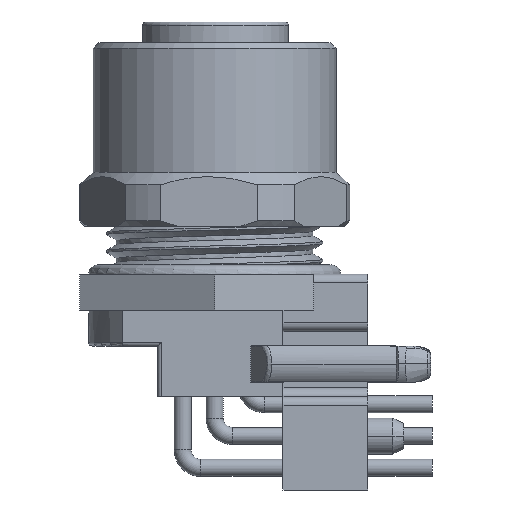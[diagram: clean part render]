
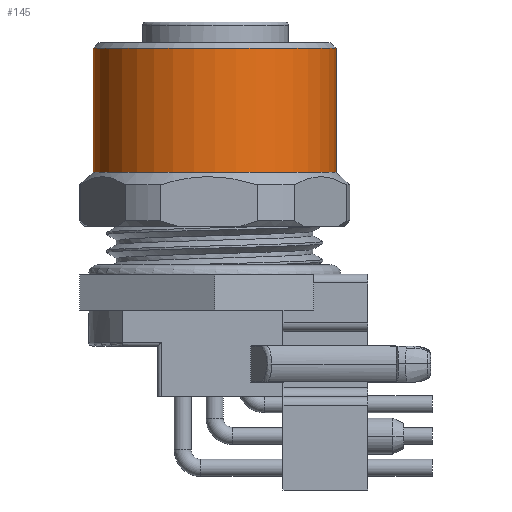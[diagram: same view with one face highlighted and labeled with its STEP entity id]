
A CAD part, left-side view. The second image highlights one B-rep face of the part: STEP entity #145.
In plain terms, the highlighted cylindrical face has radius 6.75 mm (diameter 13.5 mm), a partial arc.
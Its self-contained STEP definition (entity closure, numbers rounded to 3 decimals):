
#145=ADVANCED_FACE('',(#730),#731,.T.);
#730=FACE_OUTER_BOUND('',#1776,.T.);
#731=CYLINDRICAL_SURFACE('',#1777,6.75);
#1776=EDGE_LOOP('',(#5039,#5040,#5041,#5042));
#1777=AXIS2_PLACEMENT_3D('',#5043,#5044,#5045);
#5039=ORIENTED_EDGE('',*,*,#8404,.T.);
#5040=ORIENTED_EDGE('',*,*,#8401,.T.);
#5041=ORIENTED_EDGE('',*,*,#8397,.F.);
#5042=ORIENTED_EDGE('',*,*,#8403,.F.);
#5043=CARTESIAN_POINT('',(0.0,0.0,-0.642));
#5044=DIRECTION('',(-0.0,0.0,1.0));
#5045=DIRECTION('',(0.0,-1.0,0.0));
#8397=EDGE_CURVE('',#9825,#9826,#9827,.T.);
#8401=EDGE_CURVE('',#9831,#9826,#9832,.T.);
#8403=EDGE_CURVE('',#9833,#9825,#9835,.T.);
#8404=EDGE_CURVE('',#9833,#9831,#9836,.T.);
#9825=VERTEX_POINT('',#12356);
#9826=VERTEX_POINT('',#12357);
#9827=CIRCLE('',#12358,6.75);
#9831=VERTEX_POINT('',#12364);
#9832=LINE('',#12365,#12366);
#9833=VERTEX_POINT('',#12367);
#9835=LINE('',#12369,#12370);
#9836=CIRCLE('',#12371,6.75);
#12356=CARTESIAN_POINT('',(0.0,6.75,-1.452));
#12357=CARTESIAN_POINT('',(0.0,-6.75,-1.452));
#12358=AXIS2_PLACEMENT_3D('',#16524,#16525,#16526);
#12364=CARTESIAN_POINT('',(0.0,-6.75,-8.352));
#12365=CARTESIAN_POINT('',(0.0,-6.75,-8.352));
#12366=VECTOR('',#16532,6.9);
#12367=CARTESIAN_POINT('',(0.0,6.75,-8.352));
#12369=CARTESIAN_POINT('',(0.0,6.75,-8.352));
#12370=VECTOR('',#16536,6.9);
#12371=AXIS2_PLACEMENT_3D('',#16537,#16538,#16539);
#16524=CARTESIAN_POINT('',(0.0,0.0,-1.452));
#16525=DIRECTION('',(0.0,-0.0,1.0));
#16526=DIRECTION('',(0.0,1.0,0.0));
#16532=DIRECTION('',(0.0,0.0,1.0));
#16536=DIRECTION('',(0.0,0.0,1.0));
#16537=CARTESIAN_POINT('',(0.0,0.0,-8.352));
#16538=DIRECTION('',(0.0,-0.0,1.0));
#16539=DIRECTION('',(0.0,1.0,0.0));
